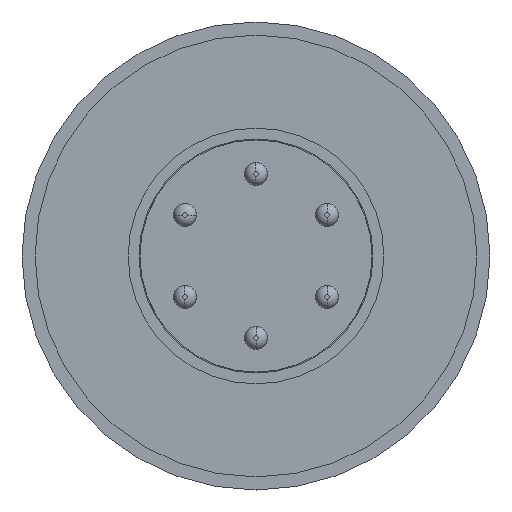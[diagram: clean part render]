
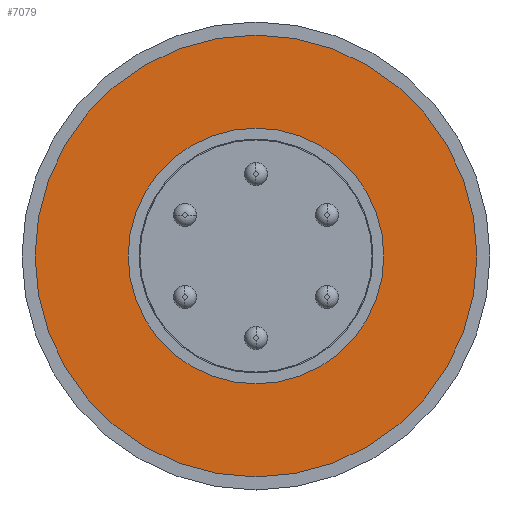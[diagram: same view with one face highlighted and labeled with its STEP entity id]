
A CAD part, front view. The second image highlights one B-rep face of the part: STEP entity #7079.
In plain terms, the highlighted planar face has unit normal (0, -1, 0).
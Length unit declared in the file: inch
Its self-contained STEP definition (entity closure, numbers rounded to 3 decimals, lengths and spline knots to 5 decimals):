
#1796 = AXIS2_PLACEMENT_3D ( 'NONE', #7644, #7645, #7646 ) ;
#1826 = AXIS2_PLACEMENT_3D ( 'NONE', #7788, #7789, #7790 ) ;
#1828 = AXIS2_PLACEMENT_3D ( 'NONE', #7796, #7797, #7798 ) ;
#2997 = EDGE_CURVE ( 'NONE', #3775, #3565, #8836, .T. ) ;
#3101 = CIRCLE ( 'NONE', #1796, 0.3415 ) ;
#3171 = CIRCLE ( 'NONE', #1826, 0.3415 ) ;
#3173 = CIRCLE ( 'NONE', #1828, 0.59 ) ;
#3409 = VERTEX_POINT ( 'NONE', #9297 ) ;
#3565 = VERTEX_POINT ( 'NONE', #9290 ) ;
#3775 = VERTEX_POINT ( 'NONE', #9383 ) ;
#3914 = VERTEX_POINT ( 'NONE', #9372 ) ;
#4218 = DIRECTION ( 'NONE',  ( 0., 0., -1. ) ) ;
#4219 = DIRECTION ( 'NONE',  ( 0., 1., 0. ) ) ;
#4220 = CARTESIAN_POINT ( 'NONE',  ( 0., 0., 0. ) ) ;
#4448 = AXIS2_PLACEMENT_3D ( 'NONE', #9590, #9595, #9596 ) ;
#5570 = FACE_OUTER_BOUND ( 'NONE', #6348, .T. ) ;
#5639 = FACE_BOUND ( 'NONE', #6813, .T. ) ;
#6206 = ORIENTED_EDGE ( 'NONE', *, *, #2997, .F. ) ;
#6207 = ORIENTED_EDGE ( 'NONE', *, *, #9083, .F. ) ;
#6208 = ORIENTED_EDGE ( 'NONE', *, *, #9081, .F. ) ;
#6209 = ORIENTED_EDGE ( 'NONE', *, *, #9032, .F. ) ;
#6348 = EDGE_LOOP ( 'NONE', ( #6206, #6207 ) ) ;
#6813 = EDGE_LOOP ( 'NONE', ( #6208, #6209 ) ) ;
#7079 = ADVANCED_FACE ( 'NONE', ( #5570, #5639 ), #9593, .F. ) ;
#7644 = CARTESIAN_POINT ( 'NONE',  ( 0., 0., 0. ) ) ;
#7645 = DIRECTION ( 'NONE',  ( 0., -1., 0. ) ) ;
#7646 = DIRECTION ( 'NONE',  ( 0., 0., -1. ) ) ;
#7788 = CARTESIAN_POINT ( 'NONE',  ( 0., 0., 0. ) ) ;
#7789 = DIRECTION ( 'NONE',  ( 0., -1., 0. ) ) ;
#7790 = DIRECTION ( 'NONE',  ( 0., 0., -1. ) ) ;
#7796 = CARTESIAN_POINT ( 'NONE',  ( 0., 0., 0. ) ) ;
#7797 = DIRECTION ( 'NONE',  ( 0., 1., 0. ) ) ;
#7798 = DIRECTION ( 'NONE',  ( 0., 0., -1. ) ) ;
#8327 = AXIS2_PLACEMENT_3D ( 'NONE', #4220, #4219, #4218 ) ;
#8836 = CIRCLE ( 'NONE', #8327, 0.59 ) ;
#9032 = EDGE_CURVE ( 'NONE', #3409, #3914, #3101, .T. ) ;
#9081 = EDGE_CURVE ( 'NONE', #3914, #3409, #3171, .T. ) ;
#9083 = EDGE_CURVE ( 'NONE', #3565, #3775, #3173, .T. ) ;
#9290 = CARTESIAN_POINT ( 'NONE',  ( 0., 0., 0.59 ) ) ;
#9297 = CARTESIAN_POINT ( 'NONE',  ( 0., 0., 0.3415 ) ) ;
#9372 = CARTESIAN_POINT ( 'NONE',  ( 0., 0., -0.3415 ) ) ;
#9383 = CARTESIAN_POINT ( 'NONE',  ( 0., 0., -0.59 ) ) ;
#9590 = CARTESIAN_POINT ( 'NONE',  ( -0.59, 0., 0. ) ) ;
#9593 = PLANE ( 'NONE',  #4448 ) ;
#9595 = DIRECTION ( 'NONE',  ( 0., 1., 0. ) ) ;
#9596 = DIRECTION ( 'NONE',  ( 0., 0., 1. ) ) ;
